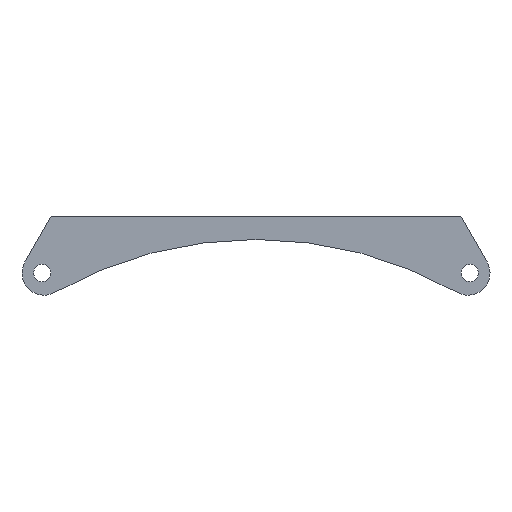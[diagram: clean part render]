
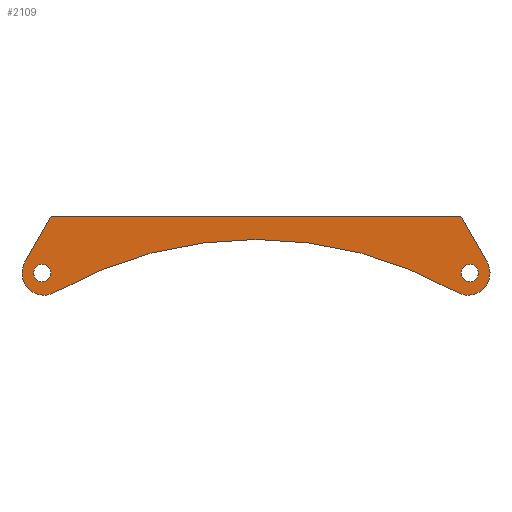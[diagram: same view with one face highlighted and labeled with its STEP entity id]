
A CAD part, left-side view. The second image highlights one B-rep face of the part: STEP entity #2109.
In plain terms, the highlighted planar face has unit normal (-1, 0, 0).
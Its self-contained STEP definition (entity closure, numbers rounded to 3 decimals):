
#25=FACE_BOUND('',#312,.T.);
#26=FACE_BOUND('',#313,.T.);
#97=PLANE('',#2311);
#197=FACE_OUTER_BOUND('',#311,.T.);
#311=EDGE_LOOP('',(#1945,#1946,#1947,#1948,#1949,#1950));
#312=EDGE_LOOP('',(#1951));
#313=EDGE_LOOP('',(#1952));
#424=CIRCLE('',#2299,13.);
#429=CIRCLE('',#2312,13.);
#430=CIRCLE('',#2313,239.63);
#431=CIRCLE('',#2314,5.05);
#432=CIRCLE('',#2315,5.05);
#529=LINE('',#3341,#729);
#544=LINE('',#3381,#744);
#626=LINE('',#3596,#826);
#729=VECTOR('',#2589,10.);
#744=VECTOR('',#2622,10.);
#826=VECTOR('',#2892,10.);
#979=VERTEX_POINT('',#3338);
#980=VERTEX_POINT('',#3340);
#995=VERTEX_POINT('',#3378);
#996=VERTEX_POINT('',#3380);
#1034=VERTEX_POINT('',#3586);
#1038=VERTEX_POINT('',#3609);
#1039=VERTEX_POINT('',#3612);
#1040=VERTEX_POINT('',#3614);
#1209=EDGE_CURVE('',#980,#979,#529,.T.);
#1229=EDGE_CURVE('',#996,#995,#544,.T.);
#1335=EDGE_CURVE('',#1034,#980,#424,.T.);
#1340=EDGE_CURVE('',#979,#996,#626,.T.);
#1346=EDGE_CURVE('',#995,#1038,#429,.T.);
#1347=EDGE_CURVE('',#1038,#1034,#430,.T.);
#1348=EDGE_CURVE('',#1039,#1039,#431,.T.);
#1349=EDGE_CURVE('',#1040,#1040,#432,.T.);
#1945=ORIENTED_EDGE('',*,*,#1229,.T.);
#1946=ORIENTED_EDGE('',*,*,#1346,.T.);
#1947=ORIENTED_EDGE('',*,*,#1347,.T.);
#1948=ORIENTED_EDGE('',*,*,#1335,.T.);
#1949=ORIENTED_EDGE('',*,*,#1209,.T.);
#1950=ORIENTED_EDGE('',*,*,#1340,.T.);
#1951=ORIENTED_EDGE('',*,*,#1348,.T.);
#1952=ORIENTED_EDGE('',*,*,#1349,.T.);
#2109=ADVANCED_FACE('',(#197,#25,#26),#97,.F.);
#2299=AXIS2_PLACEMENT_3D('',#3587,#2878,#2879);
#2311=AXIS2_PLACEMENT_3D('',#3608,#2908,#2909);
#2312=AXIS2_PLACEMENT_3D('',#3610,#2910,#2911);
#2313=AXIS2_PLACEMENT_3D('',#3611,#2912,#2913);
#2314=AXIS2_PLACEMENT_3D('',#3613,#2914,#2915);
#2315=AXIS2_PLACEMENT_3D('',#3615,#2916,#2917);
#2589=DIRECTION('',(0.,0.5,0.866));
#2622=DIRECTION('',(0.,0.5,-0.866));
#2878=DIRECTION('center_axis',(-1.,0.,0.));
#2879=DIRECTION('ref_axis',(0.,1.,0.));
#2892=DIRECTION('',(0.,1.,0.));
#2908=DIRECTION('center_axis',(1.,0.,0.));
#2909=DIRECTION('ref_axis',(0.,1.,0.));
#2910=DIRECTION('center_axis',(-1.,0.,0.));
#2911=DIRECTION('ref_axis',(0.,1.,0.));
#2912=DIRECTION('center_axis',(1.,0.,0.));
#2913=DIRECTION('ref_axis',(0.,0.492,0.87));
#2914=DIRECTION('center_axis',(1.,0.,0.));
#2915=DIRECTION('ref_axis',(0.,1.,0.));
#2916=DIRECTION('center_axis',(1.,0.,0.));
#2917=DIRECTION('ref_axis',(0.,1.,0.));
#3338=CARTESIAN_POINT('',(-16.5,-120.268,25.));
#3340=CARTESIAN_POINT('',(-16.5,-135.568,-1.501));
#3341=CARTESIAN_POINT('',(-16.5,-122.,22.));
#3378=CARTESIAN_POINT('',(-16.5,135.568,-1.5));
#3380=CARTESIAN_POINT('',(-16.5,120.269,25.));
#3381=CARTESIAN_POINT('',(-16.5,122.001,22.));
#3586=CARTESIAN_POINT('',(-16.5,-118.,-19.367));
#3587=CARTESIAN_POINT('Origin',(-16.5,-124.31,-8.001));
#3596=CARTESIAN_POINT('',(-16.5,120.269,25.));
#3608=CARTESIAN_POINT('Origin',(-16.5,0.,1.999));
#3609=CARTESIAN_POINT('',(-16.5,118.,-19.366));
#3610=CARTESIAN_POINT('Origin',(-16.5,124.31,-8.));
#3611=CARTESIAN_POINT('Origin',(-16.5,0.001,-227.93));
#3612=CARTESIAN_POINT('',(-16.5,-130.55,-8.001));
#3613=CARTESIAN_POINT('Origin',(-16.5,-125.5,-8.001));
#3614=CARTESIAN_POINT('',(-16.5,120.45,-8.));
#3615=CARTESIAN_POINT('Origin',(-16.5,125.5,-8.));
